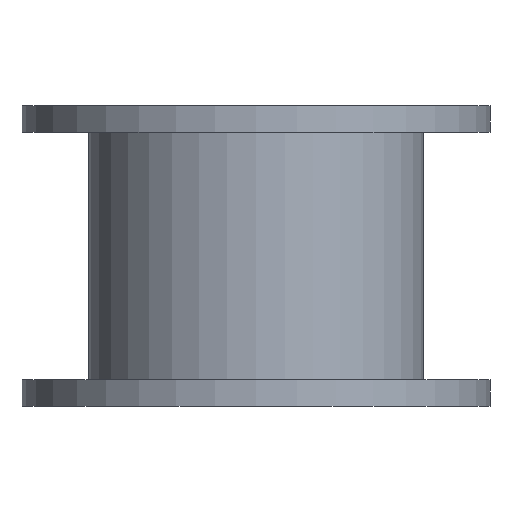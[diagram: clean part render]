
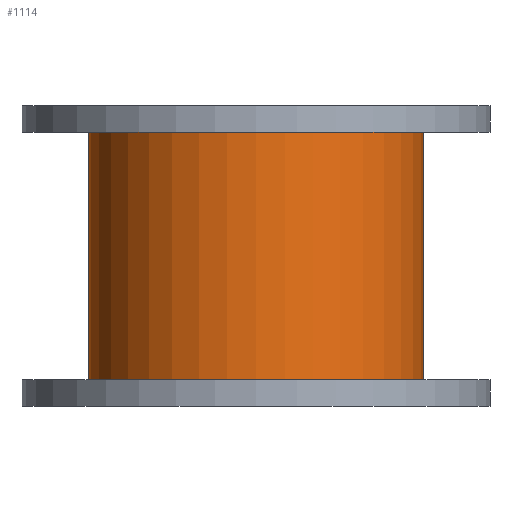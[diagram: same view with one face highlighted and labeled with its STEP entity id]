
A CAD part, front view. The second image highlights one B-rep face of the part: STEP entity #1114.
In plain terms, the highlighted cylindrical face has radius 10 mm (diameter 20 mm), a full revolution.
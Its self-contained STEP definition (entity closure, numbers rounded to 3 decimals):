
#18=LINE('',#1706,#120);
#120=VECTOR('',#1348,10.);
#222=CYLINDRICAL_SURFACE('',#1202,10.);
#260=FACE_OUTER_BOUND('',#322,.T.);
#322=EDGE_LOOP('',(#751,#752,#753,#754,#755,#756));
#389=CIRCLE('',#1197,10.);
#390=CIRCLE('',#1198,10.);
#393=CIRCLE('',#1203,10.);
#394=CIRCLE('',#1204,10.);
#457=VERTEX_POINT('',#1691);
#458=VERTEX_POINT('',#1692);
#461=VERTEX_POINT('',#1702);
#462=VERTEX_POINT('',#1703);
#573=EDGE_CURVE('',#457,#458,#389,.T.);
#574=EDGE_CURVE('',#458,#457,#390,.T.);
#578=EDGE_CURVE('',#461,#462,#393,.T.);
#579=EDGE_CURVE('',#462,#461,#394,.T.);
#580=EDGE_CURVE('',#462,#458,#18,.T.);
#751=ORIENTED_EDGE('',*,*,#578,.F.);
#752=ORIENTED_EDGE('',*,*,#579,.F.);
#753=ORIENTED_EDGE('',*,*,#580,.T.);
#754=ORIENTED_EDGE('',*,*,#574,.T.);
#755=ORIENTED_EDGE('',*,*,#573,.T.);
#756=ORIENTED_EDGE('',*,*,#580,.F.);
#1114=ADVANCED_FACE('',(#260),#222,.T.);
#1197=AXIS2_PLACEMENT_3D('',#1693,#1331,#1332);
#1198=AXIS2_PLACEMENT_3D('',#1694,#1333,#1334);
#1202=AXIS2_PLACEMENT_3D('',#1701,#1342,#1343);
#1203=AXIS2_PLACEMENT_3D('',#1704,#1344,#1345);
#1204=AXIS2_PLACEMENT_3D('',#1705,#1346,#1347);
#1331=DIRECTION('center_axis',(0.,0.,1.));
#1332=DIRECTION('ref_axis',(1.,0.,0.));
#1333=DIRECTION('center_axis',(0.,0.,1.));
#1334=DIRECTION('ref_axis',(1.,0.,0.));
#1342=DIRECTION('center_axis',(0.,0.,1.));
#1343=DIRECTION('ref_axis',(1.,0.,0.));
#1344=DIRECTION('center_axis',(0.,0.,1.));
#1345=DIRECTION('ref_axis',(1.,0.,0.));
#1346=DIRECTION('center_axis',(0.,0.,1.));
#1347=DIRECTION('ref_axis',(1.,0.,0.));
#1348=DIRECTION('',(0.,0.,-1.));
#1691=CARTESIAN_POINT('',(10.,0.,-7.4));
#1692=CARTESIAN_POINT('',(-10.,0.,-7.4));
#1693=CARTESIAN_POINT('Origin',(0.,0.,-7.4));
#1694=CARTESIAN_POINT('Origin',(0.,0.,-7.4));
#1701=CARTESIAN_POINT('Origin',(0.,0.,0.));
#1702=CARTESIAN_POINT('',(10.,0.,9.));
#1703=CARTESIAN_POINT('',(-10.,0.,9.));
#1704=CARTESIAN_POINT('Origin',(0.,0.,9.));
#1705=CARTESIAN_POINT('Origin',(0.,0.,9.));
#1706=CARTESIAN_POINT('',(-10.,0.,0.));
